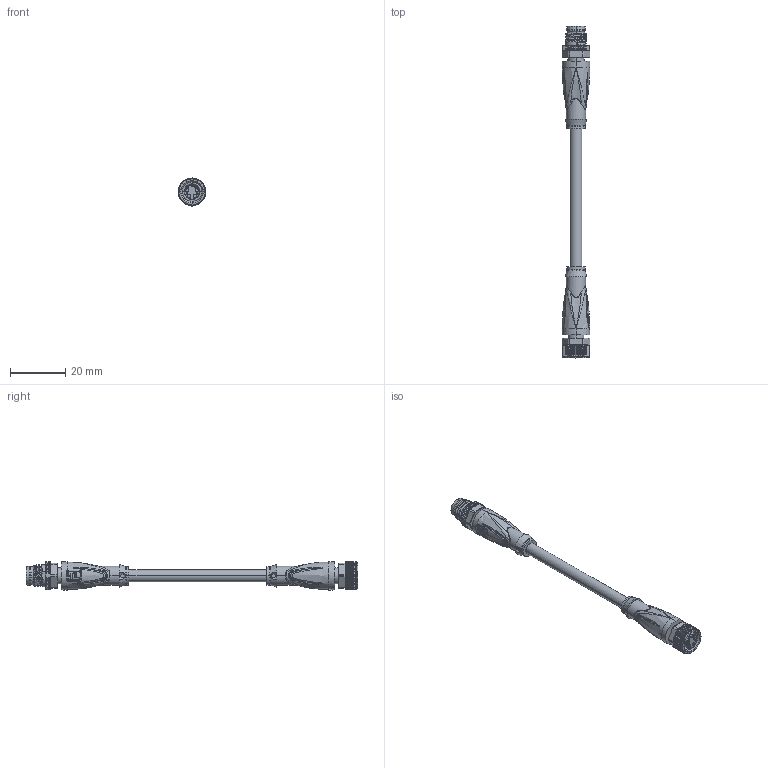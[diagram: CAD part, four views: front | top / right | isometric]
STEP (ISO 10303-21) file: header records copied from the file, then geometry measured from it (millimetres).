
FILE_DESCRIPTION(('STEP AP214'),'1');
FILE_NAME('cctmp_EF83F8A5-920C-4C89-9442-F2BF19D750C2_2022_04_27_10_41_08_0483..stp','2022-04-27T08:41:18',('KiM GmbH'),('CADClick - www.CADClick.com'),'Spatial InterOp 3D postprocessed',' ','unknown authorization');
FILE_SCHEMA(('AUTOMOTIVE_DESIGN'));
Length unit declared in the file: millimetre
Products named in the file (9): Connection2; Connection2_2; Connection2_1; T196405_1; Cable; Connection1; Connection1_2; Connection1_1; T196405
Assembly tree (8 placements, depth 4):
  T196405
    T196405_1
      Connection2
        Connection2_2
        Connection2_1
      Cable
      Connection1
        Connection1_2
        Connection1_1
Bounding box: 10 x 120.3 x 10.15 mm (x, y, z)
Volume: 4604.5 mm3; surface area: 4710.3 mm2
Topology: 8 solids, 10 shells, 1628 faces, 4325 edges, 2755 vertices
Faces by surface type: plane 798, bspline 233, torus 212, cylinder 194, cone 157, extrusion 28, sphere 6
Entity records: 121891 total; most frequent: CARTESIAN_POINT 71750, ORIENTED_EDGE 8630, DIRECTION 7054, EDGE_CURVE 4319, STYLED_ITEM 3334, PRESENTATION_STYLE_ASSIGNMENT 3334, VERTEX_POINT 2755, AXIS2_PLACEMENT_3D 2411
